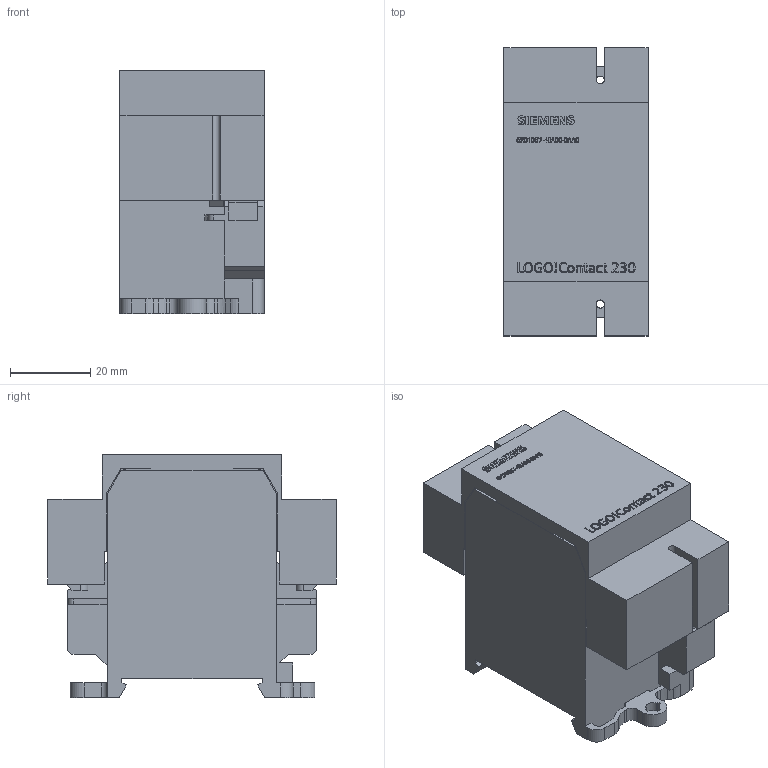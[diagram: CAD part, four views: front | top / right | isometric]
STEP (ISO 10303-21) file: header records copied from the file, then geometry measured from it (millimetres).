
FILE_DESCRIPTION(/* description */ (''),/* implementation_level */ '2;1');
FILE_NAME(/* name */ '6ED1057-4EA00-0AA0_3d.stp',/* time_stamp */ '2020-07-20T09:38:40+02:00',/* author */ (''),/* organization */ (''),/* preprocessor_version */ 'ST-DEVELOPER v16.7',/* originating_system */ 'SIEMENS PLM Software NX 12.0',/* authorisation */ '');
FILE_SCHEMA (('AUTOMOTIVE_DESIGN { 1 0 10303 214 3 1 1 1 }'));
Length unit declared in the file: millimetre
Products named in the file (4): A5E50288665A_001; A5E50288403A_001; A5E50288402A_001; A5E50288396A_001
Assembly tree (3 placements, depth 2):
  A5E50288396A_001
    A5E50288402A_001
    A5E50288403A_001
    A5E50288665A_001
Bounding box: 36 x 72 x 60.77 mm (x, y, z)
Volume: 84499 mm3; surface area: 32033.3 mm2
Topology: 36 solids, 36 shells, 976 faces, 2606 edges, 1729 vertices
Faces by surface type: plane 742, extrusion 184, cylinder 50
Full cylindrical faces by diameter (mm): 2 x2, 5.25 x2, 5.255 x2, 5.258 x3, 5.261 x3
Entity records: 42384 total; most frequent: CARTESIAN_POINT 13870, ORIENTED_EDGE 5166, DIRECTION 3888, EDGE_CURVE 2583, VECTOR 1882, VERTEX_POINT 1718, LINE 1698, EDGE_LOOP 1067
